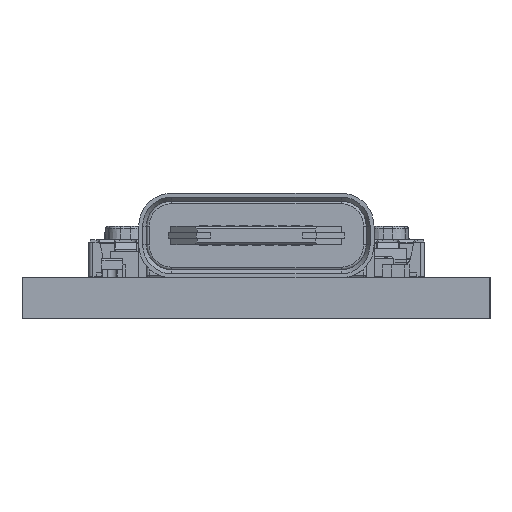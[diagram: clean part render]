
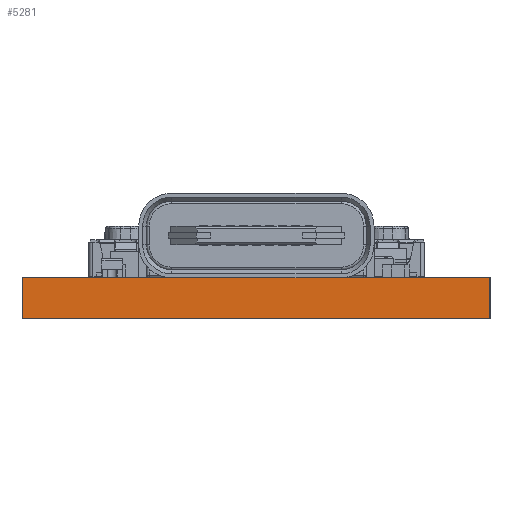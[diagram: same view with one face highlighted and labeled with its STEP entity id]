
A CAD part, left-side view. The second image highlights one B-rep face of the part: STEP entity #5281.
In plain terms, the highlighted planar face has unit normal (-1, 0, 0).
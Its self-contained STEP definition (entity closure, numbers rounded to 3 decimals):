
#4370 = VERTEX_POINT('',#4371);
#4371 = CARTESIAN_POINT('',(0.,0.,1.57));
#4377 = EDGE_CURVE('',#4378,#4370,#4380,.T.);
#4378 = VERTEX_POINT('',#4379);
#4379 = CARTESIAN_POINT('',(0.,0.,0.));
#4380 = LINE('',#4381,#4382);
#4381 = CARTESIAN_POINT('',(0.,0.,0.));
#4382 = VECTOR('',#4383,1.);
#4383 = DIRECTION('',(0.,0.,1.));
#4621 = VERTEX_POINT('',#4622);
#4622 = CARTESIAN_POINT('',(0.,17.78,0.));
#4628 = EDGE_CURVE('',#4621,#4629,#4631,.T.);
#4629 = VERTEX_POINT('',#4630);
#4630 = CARTESIAN_POINT('',(0.,17.78,1.57));
#4631 = LINE('',#4632,#4633);
#4632 = CARTESIAN_POINT('',(0.,17.78,0.));
#4633 = VECTOR('',#4634,1.);
#4634 = DIRECTION('',(0.,0.,1.));
#4951 = EDGE_CURVE('',#4629,#4370,#4952,.T.);
#4952 = LINE('',#4953,#4954);
#4953 = CARTESIAN_POINT('',(0.,17.78,1.57));
#4954 = VECTOR('',#4955,1.);
#4955 = DIRECTION('',(0.,-1.,0.));
#5281 = ADVANCED_FACE('',(#5282),#5293,.T.);
#5282 = FACE_BOUND('',#5283,.T.);
#5283 = EDGE_LOOP('',(#5284,#5290,#5291,#5292));
#5284 = ORIENTED_EDGE('',*,*,#5285,.T.);
#5285 = EDGE_CURVE('',#4621,#4378,#5286,.T.);
#5286 = LINE('',#5287,#5288);
#5287 = CARTESIAN_POINT('',(0.,17.78,0.));
#5288 = VECTOR('',#5289,1.);
#5289 = DIRECTION('',(0.,-1.,0.));
#5290 = ORIENTED_EDGE('',*,*,#4377,.T.);
#5291 = ORIENTED_EDGE('',*,*,#4951,.F.);
#5292 = ORIENTED_EDGE('',*,*,#4628,.F.);
#5293 = PLANE('',#5294);
#5294 = AXIS2_PLACEMENT_3D('',#5295,#5296,#5297);
#5295 = CARTESIAN_POINT('',(0.,17.78,0.));
#5296 = DIRECTION('',(-1.,0.,0.));
#5297 = DIRECTION('',(0.,-1.,0.));
